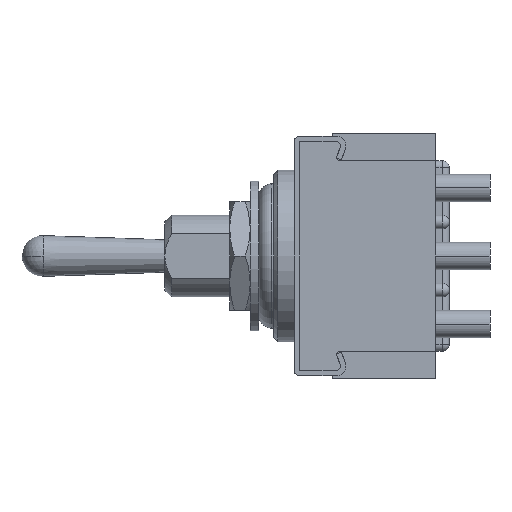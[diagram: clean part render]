
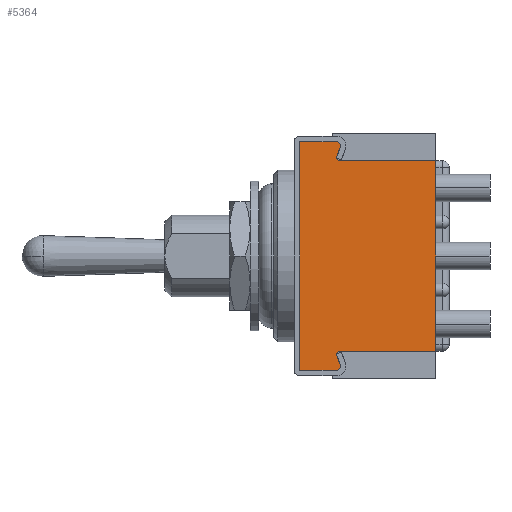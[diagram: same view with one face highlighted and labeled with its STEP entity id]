
A CAD part, left-side view. The second image highlights one B-rep face of the part: STEP entity #5364.
In plain terms, the highlighted planar face has unit normal (-1, 0, 0).
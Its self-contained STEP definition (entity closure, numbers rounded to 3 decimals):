
#84 = DIRECTION ( 'NONE',  ( 1., 0., 0. ) ) ;
#108 = LINE ( 'NONE', #6389, #9382 ) ;
#134 = VERTEX_POINT ( 'NONE', #3790 ) ;
#204 = CARTESIAN_POINT ( 'NONE',  ( -7.4, 0., 7. ) ) ;
#362 = DIRECTION ( 'NONE',  ( 0., -1., 0. ) ) ;
#422 = PLANE ( 'NONE',  #10572 ) ;
#521 = DIRECTION ( 'NONE',  ( 0., 0., 1. ) ) ;
#789 = VECTOR ( 'NONE', #9010, 1000. ) ;
#820 = EDGE_CURVE ( 'NONE', #7155, #989, #108, .T. ) ;
#880 = LINE ( 'NONE', #8890, #6443 ) ;
#989 = VERTEX_POINT ( 'NONE', #10027 ) ;
#1117 = DIRECTION ( 'NONE',  ( 0., -0.579, 0.815 ) ) ;
#1153 = EDGE_CURVE ( 'NONE', #7907, #5146, #10674, .T. ) ;
#1368 = ORIENTED_EDGE ( 'NONE', *, *, #4846, .F. ) ;
#1398 = LINE ( 'NONE', #3870, #1668 ) ;
#1493 = CARTESIAN_POINT ( 'NONE',  ( -7.4, 7.3, 8.4 ) ) ;
#1575 = CARTESIAN_POINT ( 'NONE',  ( -7.4, 7.3, -8.4 ) ) ;
#1668 = VECTOR ( 'NONE', #3947, 1000. ) ;
#2166 = VERTEX_POINT ( 'NONE', #7148 ) ;
#2290 = CARTESIAN_POINT ( 'NONE',  ( -7.4, 7.017, -8.001 ) ) ;
#2372 = CARTESIAN_POINT ( 'NONE',  ( -7.4, 10., 8.4 ) ) ;
#2413 = DIRECTION ( 'NONE',  ( 0., 0., 1. ) ) ;
#2508 = ORIENTED_EDGE ( 'NONE', *, *, #6537, .F. ) ;
#2544 = VECTOR ( 'NONE', #1117, 1000. ) ;
#2940 = EDGE_CURVE ( 'NONE', #6839, #6643, #10750, .T. ) ;
#2986 = LINE ( 'NONE', #4267, #9477 ) ;
#3049 = LINE ( 'NONE', #9785, #789 ) ;
#3113 = DIRECTION ( 'NONE',  ( 1., 0., 0. ) ) ;
#3153 = DIRECTION ( 'NONE',  ( 0., 0., -1. ) ) ;
#3300 = EDGE_CURVE ( 'NONE', #10196, #2166, #9306, .T. ) ;
#3717 = LINE ( 'NONE', #4497, #4377 ) ;
#3732 = DIRECTION ( 'NONE',  ( -1., 0., 0. ) ) ;
#3760 = ORIENTED_EDGE ( 'NONE', *, *, #1153, .F. ) ;
#3769 = VERTEX_POINT ( 'NONE', #10325 ) ;
#3790 = CARTESIAN_POINT ( 'NONE',  ( -7.4, 7.017, 8.001 ) ) ;
#3870 = CARTESIAN_POINT ( 'NONE',  ( -7.4, 10., -8.4 ) ) ;
#3947 = DIRECTION ( 'NONE',  ( 0., -1., 0. ) ) ;
#4007 = ORIENTED_EDGE ( 'NONE', *, *, #4415, .T. ) ;
#4009 = VERTEX_POINT ( 'NONE', #1493 ) ;
#4108 = ORIENTED_EDGE ( 'NONE', *, *, #7186, .F. ) ;
#4201 = ORIENTED_EDGE ( 'NONE', *, *, #8345, .F. ) ;
#4267 = CARTESIAN_POINT ( 'NONE',  ( -7.4, 7.017, 8.001 ) ) ;
#4286 = CARTESIAN_POINT ( 'NONE',  ( -7.4, 0., 7. ) ) ;
#4292 = LINE ( 'NONE', #10844, #5867 ) ;
#4377 = VECTOR ( 'NONE', #362, 1000. ) ;
#4415 = EDGE_CURVE ( 'NONE', #2166, #5146, #3717, .T. ) ;
#4497 = CARTESIAN_POINT ( 'NONE',  ( -7.4, 7.166, -7. ) ) ;
#4499 = CARTESIAN_POINT ( 'NONE',  ( -7.4, 7.3, -7.189 ) ) ;
#4500 = EDGE_CURVE ( 'NONE', #6643, #10196, #3049, .T. ) ;
#4672 = DIRECTION ( 'NONE',  ( 0., -1., 0. ) ) ;
#4846 = EDGE_CURVE ( 'NONE', #134, #7155, #2986, .T. ) ;
#4913 = ORIENTED_EDGE ( 'NONE', *, *, #3300, .T. ) ;
#5146 = VERTEX_POINT ( 'NONE', #10004 ) ;
#5364 = ADVANCED_FACE ( 'NONE', ( #10840 ), #422, .F. ) ;
#5367 = EDGE_LOOP ( 'NONE', ( #4108, #4201, #9605, #8629, #10631, #4913, #4007, #3760, #2508, #9246, #1368, #5732 ) ) ;
#5492 = CARTESIAN_POINT ( 'NONE',  ( -7.4, 7.3, 7.189 ) ) ;
#5563 = CARTESIAN_POINT ( 'NONE',  ( -7.4, 10., 8.4 ) ) ;
#5636 = LINE ( 'NONE', #5563, #6566 ) ;
#5732 = ORIENTED_EDGE ( 'NONE', *, *, #8485, .F. ) ;
#5867 = VECTOR ( 'NONE', #2413, 1000. ) ;
#6107 = CARTESIAN_POINT ( 'NONE',  ( -7.4, 7.3, -7.189 ) ) ;
#6389 = CARTESIAN_POINT ( 'NONE',  ( -7.4, 7.3, 7.189 ) ) ;
#6443 = VECTOR ( 'NONE', #7975, 1000. ) ;
#6537 = EDGE_CURVE ( 'NONE', #989, #7907, #880, .T. ) ;
#6566 = VECTOR ( 'NONE', #4672, 1000. ) ;
#6643 = VERTEX_POINT ( 'NONE', #2290 ) ;
#6788 = DIRECTION ( 'NONE',  ( 0., 0.329, -0.944 ) ) ;
#6839 = VERTEX_POINT ( 'NONE', #1575 ) ;
#7148 = CARTESIAN_POINT ( 'NONE',  ( -7.4, 7.166, -7. ) ) ;
#7155 = VERTEX_POINT ( 'NONE', #5492 ) ;
#7186 = EDGE_CURVE ( 'NONE', #8724, #4009, #5636, .T. ) ;
#7213 = CARTESIAN_POINT ( 'NONE',  ( -7.4, 7.3, 8.1 ) ) ;
#7582 = AXIS2_PLACEMENT_3D ( 'NONE', #7931, #3732, #521 ) ;
#7720 = DIRECTION ( 'NONE',  ( 0., 0., -1. ) ) ;
#7889 = VECTOR ( 'NONE', #7720, 1000. ) ;
#7907 = VERTEX_POINT ( 'NONE', #204 ) ;
#7931 = CARTESIAN_POINT ( 'NONE',  ( -7.4, 7.3, -8.1 ) ) ;
#7975 = DIRECTION ( 'NONE',  ( 0., -1., 0. ) ) ;
#8040 = AXIS2_PLACEMENT_3D ( 'NONE', #9414, #84, #10248 ) ;
#8055 = DIRECTION ( 'NONE',  ( 0., -0.579, -0.815 ) ) ;
#8345 = EDGE_CURVE ( 'NONE', #3769, #8724, #4292, .T. ) ;
#8485 = EDGE_CURVE ( 'NONE', #4009, #134, #8668, .T. ) ;
#8629 = ORIENTED_EDGE ( 'NONE', *, *, #2940, .T. ) ;
#8668 = CIRCLE ( 'NONE', #8040, 0.3 ) ;
#8724 = VERTEX_POINT ( 'NONE', #2372 ) ;
#8890 = CARTESIAN_POINT ( 'NONE',  ( -7.4, 7.166, 7. ) ) ;
#9010 = DIRECTION ( 'NONE',  ( 0., 0.329, 0.944 ) ) ;
#9246 = ORIENTED_EDGE ( 'NONE', *, *, #820, .F. ) ;
#9306 = LINE ( 'NONE', #4499, #2544 ) ;
#9382 = VECTOR ( 'NONE', #8055, 1000. ) ;
#9414 = CARTESIAN_POINT ( 'NONE',  ( -7.4, 7.3, 8.1 ) ) ;
#9477 = VECTOR ( 'NONE', #6788, 1000. ) ;
#9605 = ORIENTED_EDGE ( 'NONE', *, *, #10323, .T. ) ;
#9785 = CARTESIAN_POINT ( 'NONE',  ( -7.4, 7.017, -8.001 ) ) ;
#10004 = CARTESIAN_POINT ( 'NONE',  ( -7.4, 0., -7. ) ) ;
#10027 = CARTESIAN_POINT ( 'NONE',  ( -7.4, 7.166, 7. ) ) ;
#10196 = VERTEX_POINT ( 'NONE', #6107 ) ;
#10248 = DIRECTION ( 'NONE',  ( 0., 0., -1. ) ) ;
#10323 = EDGE_CURVE ( 'NONE', #3769, #6839, #1398, .T. ) ;
#10325 = CARTESIAN_POINT ( 'NONE',  ( -7.4, 10., -8.4 ) ) ;
#10572 = AXIS2_PLACEMENT_3D ( 'NONE', #7213, #3113, #3153 ) ;
#10631 = ORIENTED_EDGE ( 'NONE', *, *, #4500, .T. ) ;
#10674 = LINE ( 'NONE', #4286, #7889 ) ;
#10750 = CIRCLE ( 'NONE', #7582, 0.3 ) ;
#10840 = FACE_OUTER_BOUND ( 'NONE', #5367, .T. ) ;
#10844 = CARTESIAN_POINT ( 'NONE',  ( -7.4, 10., 8.4 ) ) ;
